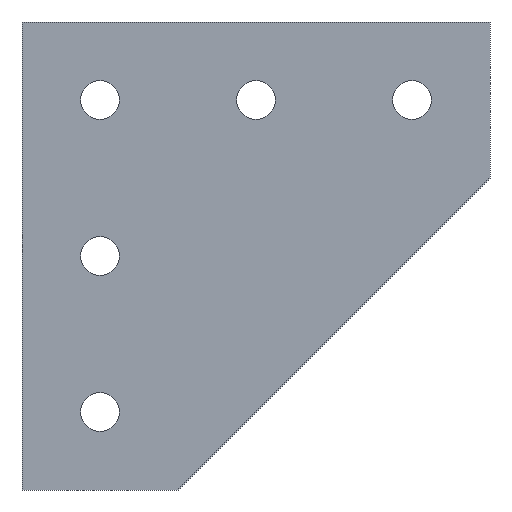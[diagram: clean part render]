
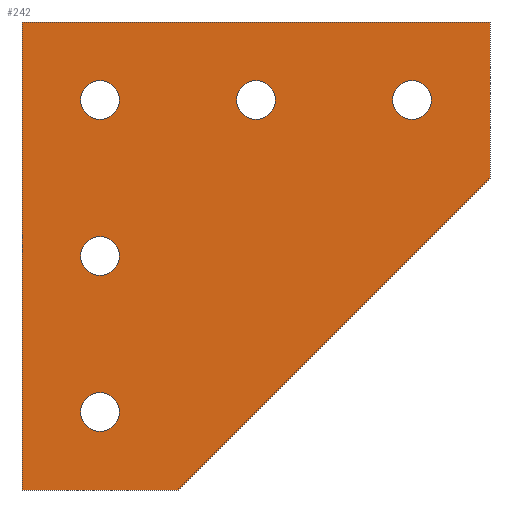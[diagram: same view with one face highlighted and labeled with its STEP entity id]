
A CAD part, front view. The second image highlights one B-rep face of the part: STEP entity #242.
In plain terms, the highlighted planar face has unit normal (0, -1, 0).
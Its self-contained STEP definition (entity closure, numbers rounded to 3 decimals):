
#20=FACE_BOUND('',#61,.T.);
#21=FACE_BOUND('',#62,.T.);
#22=FACE_BOUND('',#63,.T.);
#23=FACE_BOUND('',#64,.T.);
#24=FACE_BOUND('',#65,.T.);
#31=PLANE('',#278);
#43=FACE_OUTER_BOUND('',#60,.T.);
#60=EDGE_LOOP('',(#216,#217,#218,#219,#220));
#61=EDGE_LOOP('',(#221));
#62=EDGE_LOOP('',(#222));
#63=EDGE_LOOP('',(#223));
#64=EDGE_LOOP('',(#224));
#65=EDGE_LOOP('',(#225));
#71=LINE('',#379,#91);
#75=LINE('',#387,#95);
#78=LINE('',#393,#98);
#81=LINE('',#399,#101);
#84=LINE('',#404,#104);
#91=VECTOR('',#318,10.);
#95=VECTOR('',#324,10.);
#98=VECTOR('',#329,10.);
#101=VECTOR('',#334,10.);
#104=VECTOR('',#339,10.);
#107=CIRCLE('',#259,2.5);
#109=CIRCLE('',#262,2.5);
#111=CIRCLE('',#265,2.5);
#113=CIRCLE('',#268,2.5);
#115=CIRCLE('',#271,2.5);
#117=VERTEX_POINT('',#349);
#119=VERTEX_POINT('',#355);
#121=VERTEX_POINT('',#361);
#123=VERTEX_POINT('',#367);
#125=VERTEX_POINT('',#373);
#126=VERTEX_POINT('',#377);
#127=VERTEX_POINT('',#378);
#130=VERTEX_POINT('',#386);
#132=VERTEX_POINT('',#392);
#134=VERTEX_POINT('',#398);
#138=EDGE_CURVE('',#117,#117,#107,.T.);
#141=EDGE_CURVE('',#119,#119,#109,.T.);
#144=EDGE_CURVE('',#121,#121,#111,.T.);
#147=EDGE_CURVE('',#123,#123,#113,.T.);
#150=EDGE_CURVE('',#125,#125,#115,.T.);
#151=EDGE_CURVE('',#126,#127,#71,.T.);
#155=EDGE_CURVE('',#127,#130,#75,.T.);
#158=EDGE_CURVE('',#132,#130,#78,.T.);
#161=EDGE_CURVE('',#134,#132,#81,.T.);
#164=EDGE_CURVE('',#126,#134,#84,.T.);
#216=ORIENTED_EDGE('',*,*,#164,.F.);
#217=ORIENTED_EDGE('',*,*,#151,.T.);
#218=ORIENTED_EDGE('',*,*,#155,.T.);
#219=ORIENTED_EDGE('',*,*,#158,.F.);
#220=ORIENTED_EDGE('',*,*,#161,.F.);
#221=ORIENTED_EDGE('',*,*,#138,.T.);
#222=ORIENTED_EDGE('',*,*,#141,.T.);
#223=ORIENTED_EDGE('',*,*,#144,.T.);
#224=ORIENTED_EDGE('',*,*,#147,.T.);
#225=ORIENTED_EDGE('',*,*,#150,.T.);
#242=ADVANCED_FACE('',(#43,#20,#21,#22,#23,#24),#31,.F.);
#259=AXIS2_PLACEMENT_3D('',#351,#286,#287);
#262=AXIS2_PLACEMENT_3D('',#357,#293,#294);
#265=AXIS2_PLACEMENT_3D('',#363,#300,#301);
#268=AXIS2_PLACEMENT_3D('',#369,#307,#308);
#271=AXIS2_PLACEMENT_3D('',#375,#314,#315);
#278=AXIS2_PLACEMENT_3D('',#407,#343,#344);
#286=DIRECTION('center_axis',(0.,1.,0.));
#287=DIRECTION('ref_axis',(0.,0.,1.));
#293=DIRECTION('center_axis',(0.,1.,0.));
#294=DIRECTION('ref_axis',(0.,0.,1.));
#300=DIRECTION('center_axis',(0.,1.,0.));
#301=DIRECTION('ref_axis',(0.,0.,1.));
#307=DIRECTION('center_axis',(0.,1.,0.));
#308=DIRECTION('ref_axis',(0.,0.,1.));
#314=DIRECTION('center_axis',(0.,1.,0.));
#315=DIRECTION('ref_axis',(0.,0.,1.));
#318=DIRECTION('',(1.,0.,0.));
#324=DIRECTION('',(0.707,0.,0.707));
#329=DIRECTION('',(0.,0.,-1.));
#334=DIRECTION('',(1.,0.,0.));
#339=DIRECTION('',(0.,0.,1.));
#343=DIRECTION('center_axis',(0.,1.,0.));
#344=DIRECTION('ref_axis',(1.,0.,0.));
#349=CARTESIAN_POINT('',(55.,0.,72.5));
#351=CARTESIAN_POINT('Origin',(55.,0.,75.));
#355=CARTESIAN_POINT('',(35.,0.,52.5));
#357=CARTESIAN_POINT('Origin',(35.,0.,55.));
#361=CARTESIAN_POINT('',(35.,0.,32.5));
#363=CARTESIAN_POINT('Origin',(35.,0.,35.));
#367=CARTESIAN_POINT('',(35.,0.,72.5));
#369=CARTESIAN_POINT('Origin',(35.,0.,75.));
#373=CARTESIAN_POINT('',(75.,0.,72.5));
#375=CARTESIAN_POINT('Origin',(75.,0.,75.));
#377=CARTESIAN_POINT('',(25.,0.,25.));
#378=CARTESIAN_POINT('',(45.,0.,25.));
#379=CARTESIAN_POINT('',(25.,0.,25.));
#386=CARTESIAN_POINT('',(85.,0.,65.));
#387=CARTESIAN_POINT('',(45.,0.,25.));
#392=CARTESIAN_POINT('',(85.,0.,85.));
#393=CARTESIAN_POINT('',(85.,0.,85.));
#398=CARTESIAN_POINT('',(25.,0.,85.));
#399=CARTESIAN_POINT('',(25.,0.,85.));
#404=CARTESIAN_POINT('',(25.,0.,25.));
#407=CARTESIAN_POINT('Origin',(55.,0.,55.));
